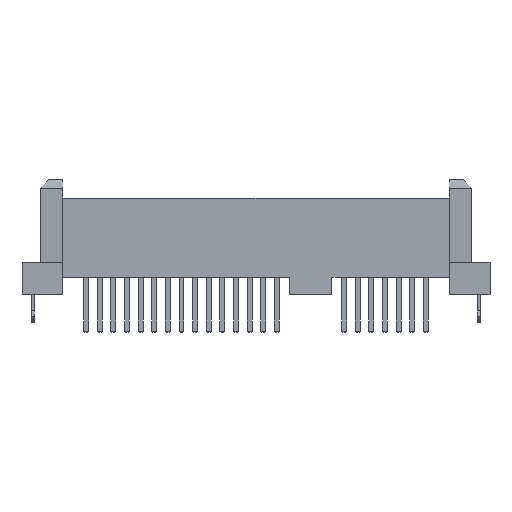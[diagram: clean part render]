
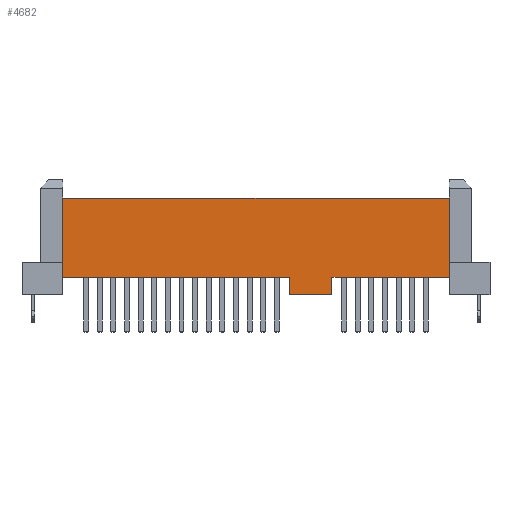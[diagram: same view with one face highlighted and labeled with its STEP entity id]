
A CAD part, front view. The second image highlights one B-rep face of the part: STEP entity #4682.
In plain terms, the highlighted planar face has unit normal (0, -1, 0).
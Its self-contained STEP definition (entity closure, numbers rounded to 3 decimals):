
#148=FACE_OUTER_BOUND('',#457,.T.);
#457=EDGE_LOOP('',(#3293,#3294,#3295,#3296,#3297,#3298,#3299,#3300,#3301,
#3302));
#797=LINE('',#6687,#1431);
#812=LINE('',#6715,#1446);
#818=LINE('',#6726,#1452);
#819=LINE('',#6729,#1453);
#824=LINE('',#6737,#1458);
#830=LINE('',#6751,#1464);
#834=LINE('',#6758,#1468);
#853=LINE('',#6800,#1487);
#854=LINE('',#6801,#1488);
#855=LINE('',#6802,#1489);
#1431=VECTOR('',#5424,10.);
#1446=VECTOR('',#5447,10.);
#1452=VECTOR('',#5455,10.);
#1453=VECTOR('',#5458,10.);
#1458=VECTOR('',#5467,10.);
#1464=VECTOR('',#5477,10.);
#1468=VECTOR('',#5483,10.);
#1487=VECTOR('',#5528,10.);
#1488=VECTOR('',#5529,10.);
#1489=VECTOR('',#5530,10.);
#2036=VERTEX_POINT('',#6676);
#2038=VERTEX_POINT('',#6684);
#2042=VERTEX_POINT('',#6699);
#2048=VERTEX_POINT('',#6713);
#2050=VERTEX_POINT('',#6718);
#2053=VERTEX_POINT('',#6728);
#2060=VERTEX_POINT('',#6749);
#2061=VERTEX_POINT('',#6754);
#2071=VERTEX_POINT('',#6798);
#2072=VERTEX_POINT('',#6799);
#2465=EDGE_CURVE('',#2038,#2036,#797,.T.);
#2480=EDGE_CURVE('',#2042,#2048,#812,.T.);
#2486=EDGE_CURVE('',#2050,#2042,#818,.T.);
#2487=EDGE_CURVE('',#2036,#2053,#819,.T.);
#2492=EDGE_CURVE('',#2053,#2048,#824,.T.);
#2498=EDGE_CURVE('',#2060,#2038,#830,.T.);
#2502=EDGE_CURVE('',#2050,#2061,#834,.T.);
#2521=EDGE_CURVE('',#2071,#2072,#853,.T.);
#2522=EDGE_CURVE('',#2072,#2061,#854,.T.);
#2523=EDGE_CURVE('',#2071,#2060,#855,.T.);
#3293=ORIENTED_EDGE('',*,*,#2521,.T.);
#3294=ORIENTED_EDGE('',*,*,#2522,.T.);
#3295=ORIENTED_EDGE('',*,*,#2502,.F.);
#3296=ORIENTED_EDGE('',*,*,#2486,.T.);
#3297=ORIENTED_EDGE('',*,*,#2480,.T.);
#3298=ORIENTED_EDGE('',*,*,#2492,.F.);
#3299=ORIENTED_EDGE('',*,*,#2487,.F.);
#3300=ORIENTED_EDGE('',*,*,#2465,.F.);
#3301=ORIENTED_EDGE('',*,*,#2498,.F.);
#3302=ORIENTED_EDGE('',*,*,#2523,.F.);
#4383=PLANE('',#5029);
#4682=ADVANCED_FACE('',(#148),#4383,.T.);
#5029=AXIS2_PLACEMENT_3D('',#6797,#5526,#5527);
#5424=DIRECTION('',(0.,0.,1.));
#5447=DIRECTION('',(0.,0.,1.));
#5455=DIRECTION('',(0.,0.,1.));
#5458=DIRECTION('',(0.,0.,1.));
#5467=DIRECTION('',(1.,0.,0.));
#5477=DIRECTION('',(-1.,0.,0.));
#5483=DIRECTION('',(-1.,0.,0.));
#5526=DIRECTION('center_axis',(0.,-1.,0.));
#5527=DIRECTION('ref_axis',(1.,0.,0.));
#5528=DIRECTION('',(1.,0.,0.));
#5529=DIRECTION('',(0.,0.,1.));
#5530=DIRECTION('',(0.,0.,1.));
#6676=CARTESIAN_POINT('',(-18.,-1.75,3.));
#6684=CARTESIAN_POINT('',(-18.,-1.75,1.6));
#6687=CARTESIAN_POINT('',(-18.,-1.75,1.6));
#6699=CARTESIAN_POINT('',(18.,-1.75,3.));
#6713=CARTESIAN_POINT('',(18.,-1.75,9.));
#6715=CARTESIAN_POINT('',(18.,-1.75,3.));
#6718=CARTESIAN_POINT('',(18.,-1.75,1.6));
#6726=CARTESIAN_POINT('',(18.,-1.75,1.6));
#6728=CARTESIAN_POINT('',(-18.,-1.75,9.));
#6729=CARTESIAN_POINT('',(-18.,-1.75,3.));
#6737=CARTESIAN_POINT('',(-9.,-1.75,9.));
#6749=CARTESIAN_POINT('',(3.08,-1.75,1.6));
#6751=CARTESIAN_POINT('',(-9.,-1.75,1.6));
#6754=CARTESIAN_POINT('',(7.08,-1.75,1.6));
#6758=CARTESIAN_POINT('',(-9.,-1.75,1.6));
#6797=CARTESIAN_POINT('Origin',(3.08,-1.75,0.));
#6798=CARTESIAN_POINT('',(3.08,-1.75,0.));
#6799=CARTESIAN_POINT('',(7.08,-1.75,0.));
#6800=CARTESIAN_POINT('',(3.08,-1.75,0.));
#6801=CARTESIAN_POINT('',(7.08,-1.75,0.));
#6802=CARTESIAN_POINT('',(3.08,-1.75,0.));
